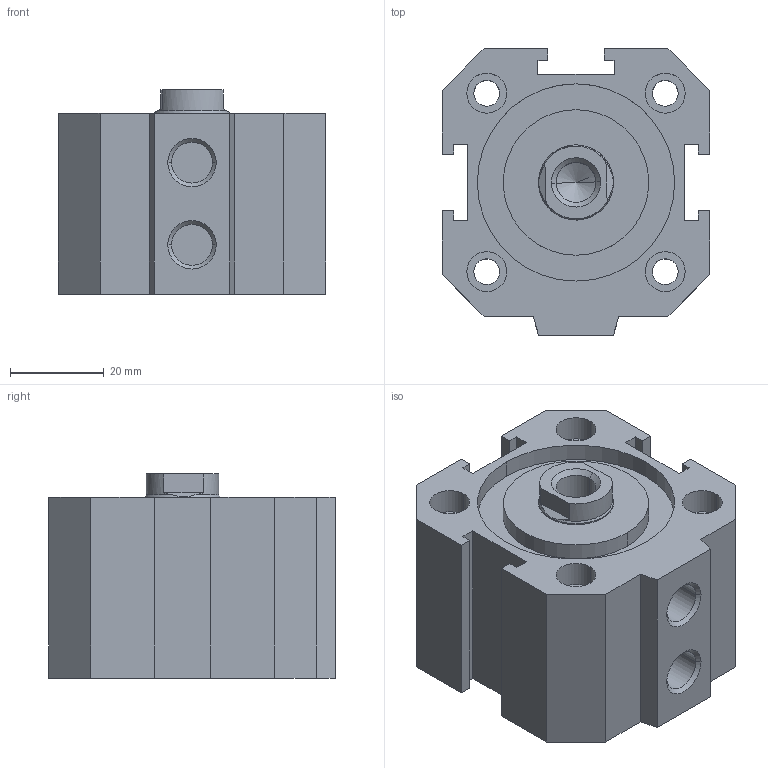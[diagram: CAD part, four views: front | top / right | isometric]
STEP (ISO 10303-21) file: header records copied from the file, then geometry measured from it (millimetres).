
FILE_DESCRIPTION((''),'2;1');
FILE_NAME('1512_40_0005.stp','2003-04-08T16:44:08',('medicfa1'),(''),'Autodesk Inventor (R) 6.0','Autodesk Inventor (R) 6.0','');
FILE_SCHEMA(('AUTOMOTIVE_DESIGN { 1 0 10303 214 1 1 1 1 }'));
Length unit declared in the file: millimetre
Products named in the file (3): 1512_40_0005; C_1512_40_0005; S_1502_40_0005
Assembly tree (2 placements, depth 2):
  1512_40_0005
    C_1512_40_0005
    S_1502_40_0005
Bounding box: 57 x 61 x 43.5 mm (x, y, z)
Volume: 101011.9 mm3; surface area: 24838.7 mm2
Topology: 2 solids, 2 shells, 113 faces, 272 edges, 177 vertices
Faces by surface type: plane 49, bspline 34, cylinder 24, cone 6
Entity records: 3705 total; most frequent: CARTESIAN_POINT 1003, DIRECTION 540, ORIENTED_EDGE 540, EDGE_CURVE 270, AXIS2_PLACEMENT_3D 186, VERTEX_POINT 177, VECTOR 168, LINE 168
